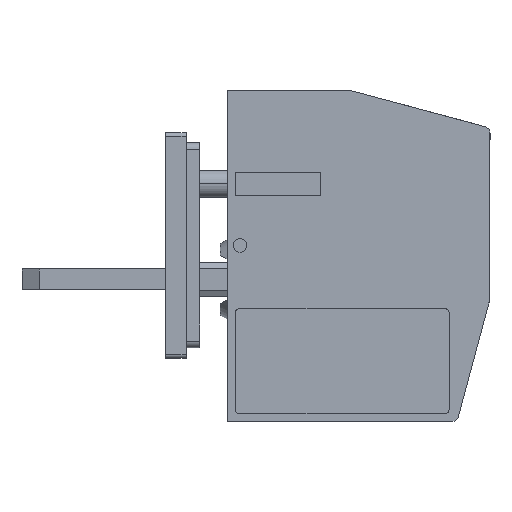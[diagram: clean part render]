
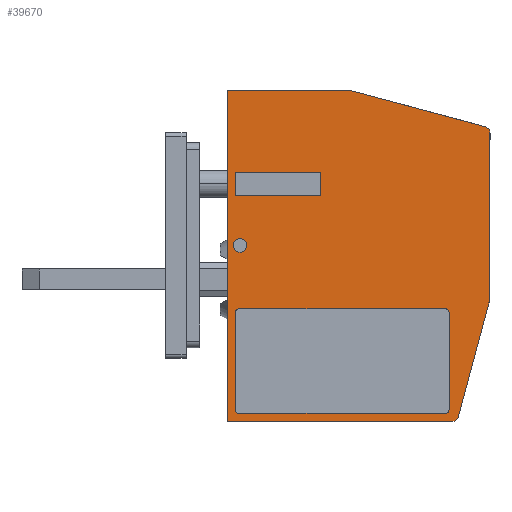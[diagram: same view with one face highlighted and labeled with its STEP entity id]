
A CAD part, left-side view. The second image highlights one B-rep face of the part: STEP entity #39670.
In plain terms, the highlighted face is planar.
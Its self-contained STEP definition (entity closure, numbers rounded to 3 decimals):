
#4410=CARTESIAN_POINT('',(60.225,-1.8,
-9.55));
#4420=DIRECTION('',(0.,0.,1.));
#4430=DIRECTION('',(1.,0.,0.));
#4440=AXIS2_PLACEMENT_3D('',#4410,#4420,#4430);
#4450=CIRCLE('',#4440,0.5);
#4460=CARTESIAN_POINT('',(60.225,-2.3,
-9.55));
#4470=VERTEX_POINT('',#4460);
#4480=CARTESIAN_POINT('',(60.725,-1.8,
-9.55));
#4490=VERTEX_POINT('',#4480);
#4500=EDGE_CURVE('',#4470,#4490,#4450,.T.);
#11640=CARTESIAN_POINT('',(41.925,-108.835,
-9.55));
#11650=DIRECTION('',(0.,-1.,0.));
#11660=VECTOR('',#11650,1.);
#11670=LINE('',#11640,#11660);
#11680=CARTESIAN_POINT('',(41.925,33.05,
-9.55));
#11690=VERTEX_POINT('',#11680);
#11700=CARTESIAN_POINT('',(41.925,29.55,
-9.55));
#11710=VERTEX_POINT('',#11700);
#11720=EDGE_CURVE('',#11690,#11710,#11670,.T.);
#14840=CARTESIAN_POINT('',(29.925,12.5,
-9.55));
#14850=DIRECTION('',(0.,0.,1.));
#14860=DIRECTION('',(1.,0.,0.));
#14870=AXIS2_PLACEMENT_3D('',#14840,#14850,#14860);
#14880=CIRCLE('',#14870,0.5);
#14890=CARTESIAN_POINT('',(29.925,13.,
-9.55));
#14900=VERTEX_POINT('',#14890);
#14910=CARTESIAN_POINT('',(29.425,12.5,
-9.55));
#14920=VERTEX_POINT('',#14910);
#14930=EDGE_CURVE('',#14900,#14920,#14880,.T.);
#15330=CARTESIAN_POINT('',(6.52,-2.3,
-9.55));
#15340=DIRECTION('',(-1.,0.,0.));
#15350=VECTOR('',#15340,1.);
#15360=LINE('',#15330,#15350);
#15370=CARTESIAN_POINT('',(29.925,-2.3,
-9.55));
#15380=VERTEX_POINT('',#15370);
#15390=EDGE_CURVE('',#4470,#15380,#15360,.T.);
#20330=CARTESIAN_POINT('',(6.52,13.,
-9.55));
#20340=DIRECTION('',(1.,0.,0.));
#20350=VECTOR('',#20340,1.);
#20360=LINE('',#20330,#20350);
#20370=CARTESIAN_POINT('',(60.225,13.,
-9.55));
#20380=VERTEX_POINT('',#20370);
#20390=EDGE_CURVE('',#14900,#20380,#20360,.T.);
#20710=CARTESIAN_POINT('',(66.674,14.309,
-9.55));
#20720=VERTEX_POINT('',#20710);
#21120=CARTESIAN_POINT('',(62.101,-2.759,
-9.55));
#21130=VERTEX_POINT('',#21120);
#21160=CARTESIAN_POINT('',(62.101,-2.759,
-9.55));
#21170=DIRECTION('',(0.259,0.966,0.));
#21180=VECTOR('',#21170,1.);
#21190=LINE('',#21160,#21180);
#21200=EDGE_CURVE('',#21130,#20720,#21190,.T.);
#22890=CARTESIAN_POINT('',(29.925,-1.8,
-9.55));
#22900=DIRECTION('',(0.,0.,1.));
#22910=DIRECTION('',(1.,0.,0.));
#22920=AXIS2_PLACEMENT_3D('',#22890,#22900,#22910);
#22930=CIRCLE('',#22920,0.5);
#22940=CARTESIAN_POINT('',(29.425,-1.8,
-9.55));
#22950=VERTEX_POINT('',#22940);
#22960=EDGE_CURVE('',#22950,#15380,#22930,.T.);
#24230=CARTESIAN_POINT('',(60.725,-108.835,
-9.55));
#24240=DIRECTION('',(0.,-1.,0.));
#24250=VECTOR('',#24240,1.);
#24260=LINE('',#24230,#24250);
#24270=CARTESIAN_POINT('',(60.725,12.5,
-9.55));
#24280=VERTEX_POINT('',#24270);
#24290=EDGE_CURVE('',#24280,#4490,#24260,.T.);
#28430=CARTESIAN_POINT('',(28.225,45.,
-9.55));
#28440=VERTEX_POINT('',#28430);
#28470=CARTESIAN_POINT('',(28.225,-2.621,
-9.55));
#28480=DIRECTION('',(0.,1.,0.));
#28490=VECTOR('',#28480,1.);
#28500=LINE('',#28470,#28490);
#28510=CARTESIAN_POINT('',(28.225,-3.5,
-9.55));
#28520=VERTEX_POINT('',#28510);
#28530=EDGE_CURVE('',#28520,#28440,#28500,.T.);
#38290=CARTESIAN_POINT('',(6.52,-108.835,
-9.55));
#38300=DIRECTION('',(0.,0.,-1.));
#38310=DIRECTION('',(-1.,0.,0.));
#38320=AXIS2_PLACEMENT_3D('',#38290,#38300,#38310);
#38330=PLANE('',#38320);
#38340=CARTESIAN_POINT('',(30.125,22.3,
-9.55));
#38350=DIRECTION('',(0.,0.,1.));
#38360=DIRECTION('',(1.,0.,0.));
#38370=AXIS2_PLACEMENT_3D('',#38340,#38350,#38360);
#38380=CIRCLE('',#38370,1.);
#38390=CARTESIAN_POINT('',(29.225,22.736,
-9.55));
#38400=VERTEX_POINT('',#38390);
#38410=CARTESIAN_POINT('',(29.125,22.3,
-9.55));
#38420=VERTEX_POINT('',#38410);
#38430=EDGE_CURVE('',#38400,#38420,#38380,.T.);
#38440=ORIENTED_EDGE('',*,*,#38430,.F.);
#38450=CARTESIAN_POINT('',(31.125,22.3,
-9.55));
#38460=VERTEX_POINT('',#38450);
#38470=EDGE_CURVE('',#38420,#38460,#38380,.T.);
#38480=ORIENTED_EDGE('',*,*,#38470,.F.);
#38490=EDGE_CURVE('',#38460,#38400,#38380,.T.);
#38500=ORIENTED_EDGE('',*,*,#38490,.F.);
#38510=EDGE_LOOP('',(#38500,#38480,#38440));
#38520=FACE_BOUND('',#38510,.T.);
#38530=ORIENTED_EDGE('',*,*,#11720,.T.);
#38540=CARTESIAN_POINT('',(6.52,33.05,
-9.55));
#38550=DIRECTION('',(1.,0.,0.));
#38560=VECTOR('',#38550,1.);
#38570=LINE('',#38540,#38560);
#38580=CARTESIAN_POINT('',(29.425,33.05,
-9.55));
#38590=VERTEX_POINT('',#38580);
#38600=EDGE_CURVE('',#38590,#11690,#38570,.T.);
#38610=ORIENTED_EDGE('',*,*,#38600,.T.);
#38620=CARTESIAN_POINT('',(29.425,-108.835,
-9.55));
#38630=DIRECTION('',(0.,1.,0.));
#38640=VECTOR('',#38630,1.);
#38650=LINE('',#38620,#38640);
#38660=CARTESIAN_POINT('',(29.425,29.55,
-9.55));
#38670=VERTEX_POINT('',#38660);
#38680=EDGE_CURVE('',#38670,#38590,#38650,.T.);
#38690=ORIENTED_EDGE('',*,*,#38680,.T.);
#38700=CARTESIAN_POINT('',(6.52,29.55,
-9.55));
#38710=DIRECTION('',(-1.,0.,0.));
#38720=VECTOR('',#38710,1.);
#38730=LINE('',#38700,#38720);
#38740=EDGE_CURVE('',#11710,#38670,#38730,.T.);
#38750=ORIENTED_EDGE('',*,*,#38740,.T.);
#38760=EDGE_LOOP('',(#38750,#38690,#38610,#38530));
#38770=FACE_BOUND('',#38760,.T.);
#38780=ORIENTED_EDGE('',*,*,#22960,.F.);
#38790=ORIENTED_EDGE('',*,*,#15390,.T.);
#38800=ORIENTED_EDGE('',*,*,#4500,.F.);
#38810=ORIENTED_EDGE('',*,*,#24290,.T.);
#38820=CARTESIAN_POINT('',(60.225,12.5,
-9.55));
#38830=DIRECTION('',(0.,0.,1.));
#38840=DIRECTION('',(1.,0.,0.));
#38850=AXIS2_PLACEMENT_3D('',#38820,#38830,#38840);
#38860=CIRCLE('',#38850,0.5);
#38870=EDGE_CURVE('',#24280,#20380,#38860,.T.);
#38880=ORIENTED_EDGE('',*,*,#38870,.F.);
#38890=ORIENTED_EDGE('',*,*,#20390,.T.);
#38900=ORIENTED_EDGE('',*,*,#14930,.F.);
#38910=CARTESIAN_POINT('',(29.425,-108.835,
-9.55));
#38920=DIRECTION('',(0.,1.,0.));
#38930=VECTOR('',#38920,1.);
#38940=LINE('',#38910,#38930);
#38950=EDGE_CURVE('',#22950,#14920,#38940,.T.);
#38960=ORIENTED_EDGE('',*,*,#38950,.T.);
#38970=EDGE_LOOP('',(#38960,#38900,#38890,#38880,#38810,#38800,#38790,
#38780));
#38980=FACE_BOUND('',#38970,.T.);
#38990=CARTESIAN_POINT('',(30.769,45.,
-9.55));
#39000=DIRECTION('',(-1.,0.,0.));
#39010=VECTOR('',#39000,1.);
#39020=LINE('',#38990,#39010);
#39030=CARTESIAN_POINT('',(46.028,45.,
-9.55));
#39040=VERTEX_POINT('',#39030);
#39050=EDGE_CURVE('',#39040,#28440,#39020,.T.);
#39060=ORIENTED_EDGE('',*,*,#39050,.T.);
#39070=CARTESIAN_POINT('',(46.028,43.5,
-9.55));
#39080=DIRECTION('',(0.,0.,-1.));
#39090=DIRECTION('',(-1.,0.,0.));
#39100=AXIS2_PLACEMENT_3D('',#39070,#39080,#39090);
#39110=CIRCLE('',#39100,1.5);
#39120=CARTESIAN_POINT('',(46.416,44.949,
-9.55));
#39130=VERTEX_POINT('',#39120);
#39140=EDGE_CURVE('',#39040,#39130,#39110,.T.);
#39150=ORIENTED_EDGE('',*,*,#39140,.F.);
#39160=CARTESIAN_POINT('',(65.984,39.706,
-9.55));
#39170=DIRECTION('',(-0.966,0.259,0.));
#39180=VECTOR('',#39170,1.);
#39190=LINE('',#39160,#39180);
#39200=CARTESIAN_POINT('',(65.984,39.706,
-9.55));
#39210=VERTEX_POINT('',#39200);
#39220=EDGE_CURVE('',#39210,#39130,#39190,.T.);
#39230=ORIENTED_EDGE('',*,*,#39220,.T.);
#39240=CARTESIAN_POINT('',(65.725,38.74,
-9.55));
#39250=DIRECTION('',(0.,0.,-1.));
#39260=DIRECTION('',(-1.,0.,0.));
#39270=AXIS2_PLACEMENT_3D('',#39240,#39250,#39260);
#39280=CIRCLE('',#39270,1.);
#39290=CARTESIAN_POINT('',(66.725,38.74,
-9.55));
#39300=VERTEX_POINT('',#39290);
#39310=EDGE_CURVE('',#39210,#39300,#39280,.T.);
#39320=ORIENTED_EDGE('',*,*,#39310,.F.);
#39330=CARTESIAN_POINT('',(66.725,38.74,
-9.55));
#39340=DIRECTION('',(0.,-1.,0.));
#39350=VECTOR('',#39340,1.);
#39360=LINE('',#39330,#39350);
#39370=CARTESIAN_POINT('',(66.725,14.697,
-9.55));
#39380=VERTEX_POINT('',#39370);
#39390=EDGE_CURVE('',#39300,#39380,#39360,.T.);
#39400=ORIENTED_EDGE('',*,*,#39390,.F.);
#39410=CARTESIAN_POINT('',(65.225,14.697,
-9.55));
#39420=DIRECTION('',(0.,0.,-1.));
#39430=DIRECTION('',(-1.,0.,0.));
#39440=AXIS2_PLACEMENT_3D('',#39410,#39420,#39430);
#39450=CIRCLE('',#39440,1.5);
#39460=EDGE_CURVE('',#39380,#20720,#39450,.T.);
#39470=ORIENTED_EDGE('',*,*,#39460,.F.);
#39480=ORIENTED_EDGE('',*,*,#21200,.T.);
#39490=CARTESIAN_POINT('',(61.135,-2.5,
-9.55));
#39500=DIRECTION('',(0.,0.,-1.));
#39510=DIRECTION('',(-1.,0.,0.));
#39520=AXIS2_PLACEMENT_3D('',#39490,#39500,#39510);
#39530=CIRCLE('',#39520,1.);
#39540=CARTESIAN_POINT('',(61.135,-3.5,
-9.55));
#39550=VERTEX_POINT('',#39540);
#39560=EDGE_CURVE('',#21130,#39550,#39530,.T.);
#39570=ORIENTED_EDGE('',*,*,#39560,.F.);
#39580=CARTESIAN_POINT('',(30.605,-3.5,
-9.55));
#39590=DIRECTION('',(-1.,0.,0.));
#39600=VECTOR('',#39590,1.);
#39610=LINE('',#39580,#39600);
#39620=EDGE_CURVE('',#39550,#28520,#39610,.T.);
#39630=ORIENTED_EDGE('',*,*,#39620,.F.);
#39640=ORIENTED_EDGE('',*,*,#28530,.F.);
#39650=EDGE_LOOP('',(#39640,#39630,#39570,#39480,#39470,#39400,#39320,
#39230,#39150,#39060));
#39660=FACE_OUTER_BOUND('',#39650,.T.);
#39670=ADVANCED_FACE('',(#38520,#38770,#38980,#39660),#38330,.F.);
